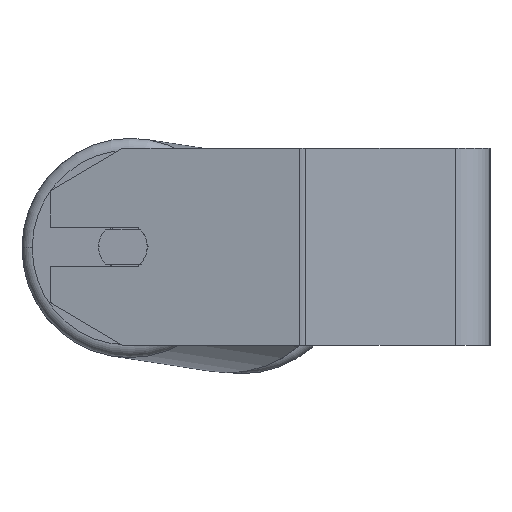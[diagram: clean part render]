
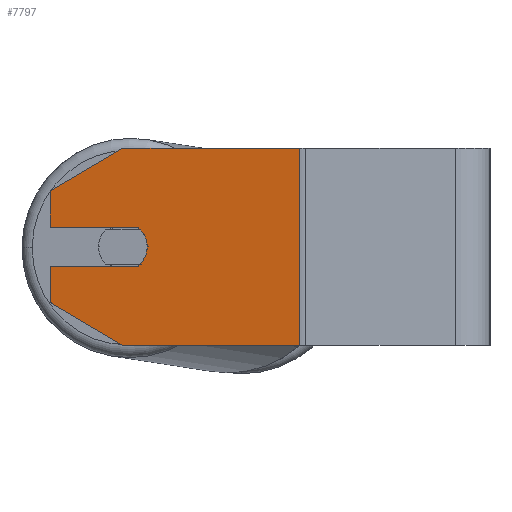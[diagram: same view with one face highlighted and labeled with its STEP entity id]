
A CAD part, left-side view. The second image highlights one B-rep face of the part: STEP entity #7797.
In plain terms, the highlighted planar face has unit normal (-0.985, 0.174, 0).
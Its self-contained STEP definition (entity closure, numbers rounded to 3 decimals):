
#2 = DIRECTION ( 'NONE',  ( -0.174, -0.985, 0. ) ) ;
#41 = EDGE_CURVE ( 'NONE', #1078, #3475, #3355, .T. ) ;
#56 = PLANE ( 'NONE',  #3570 ) ;
#74 = ORIENTED_EDGE ( 'NONE', *, *, #8423, .T. ) ;
#95 = AXIS2_PLACEMENT_3D ( 'NONE', #213, #4195, #7476 ) ;
#129 = VERTEX_POINT ( 'NONE', #7986 ) ;
#192 = CARTESIAN_POINT ( 'NONE',  ( -414.787, 77.269, -40. ) ) ;
#213 = CARTESIAN_POINT ( 'NONE',  ( -402.153, 148.919, 0. ) ) ;
#255 = ORIENTED_EDGE ( 'NONE', *, *, #5477, .F. ) ;
#448 = CARTESIAN_POINT ( 'NONE',  ( -402.153, 148.919, -40. ) ) ;
#515 = CARTESIAN_POINT ( 'NONE',  ( -396.944, 178.464, 40. ) ) ;
#531 = VERTEX_POINT ( 'NONE', #7298 ) ;
#571 = EDGE_CURVE ( 'NONE', #2842, #2429, #6590, .T. ) ;
#653 = CARTESIAN_POINT ( 'NONE',  ( -402.153, 148.919, 0. ) ) ;
#745 = ORIENTED_EDGE ( 'NONE', *, *, #2899, .F. ) ;
#782 = CARTESIAN_POINT ( 'NONE',  ( -402.153, 148.919, -40. ) ) ;
#949 = ORIENTED_EDGE ( 'NONE', *, *, #4040, .T. ) ;
#1001 = CARTESIAN_POINT ( 'NONE',  ( -403.195, 143.011, 8. ) ) ;
#1007 = CARTESIAN_POINT ( 'NONE',  ( -403.195, 143.011, 8. ) ) ;
#1078 = VERTEX_POINT ( 'NONE', #8171 ) ;
#1308 = ORIENTED_EDGE ( 'NONE', *, *, #5953, .F. ) ;
#1531 = DIRECTION ( 'NONE',  ( -0.15, -0.853, -0.5 ) ) ;
#1591 = ORIENTED_EDGE ( 'NONE', *, *, #8633, .T. ) ;
#1825 = VERTEX_POINT ( 'NONE', #2838 ) ;
#1856 = EDGE_CURVE ( 'NONE', #6858, #1078, #7592, .T. ) ;
#2275 = VERTEX_POINT ( 'NONE', #3826 ) ;
#2345 = ORIENTED_EDGE ( 'NONE', *, *, #7840, .F. ) ;
#2418 = VECTOR ( 'NONE', #5189, 1000. ) ;
#2429 = VERTEX_POINT ( 'NONE', #192 ) ;
#2432 = LINE ( 'NONE', #7880, #7927 ) ;
#2469 = LINE ( 'NONE', #515, #7816 ) ;
#2623 = CARTESIAN_POINT ( 'NONE',  ( -396.944, 178.464, 40. ) ) ;
#2838 = CARTESIAN_POINT ( 'NONE',  ( -396.944, 178.464, 22.679 ) ) ;
#2842 = VERTEX_POINT ( 'NONE', #448 ) ;
#2892 = CARTESIAN_POINT ( 'NONE',  ( -403.195, 143.011, -8. ) ) ;
#2899 = EDGE_CURVE ( 'NONE', #531, #2429, #3502, .T. ) ;
#3060 = DIRECTION ( 'NONE',  ( 0.15, 0.853, -0.5 ) ) ;
#3289 = CARTESIAN_POINT ( 'NONE',  ( -402.153, 148.919, 40. ) ) ;
#3355 = CIRCLE ( 'NONE', #95, 10. ) ;
#3428 = FACE_OUTER_BOUND ( 'NONE', #3815, .T. ) ;
#3475 = VERTEX_POINT ( 'NONE', #1007 ) ;
#3502 = LINE ( 'NONE', #6737, #8321 ) ;
#3555 = VECTOR ( 'NONE', #4451, 1000. ) ;
#3570 = AXIS2_PLACEMENT_3D ( 'NONE', #2623, #5335, #5466 ) ;
#3635 = ORIENTED_EDGE ( 'NONE', *, *, #4662, .T. ) ;
#3815 = EDGE_LOOP ( 'NONE', ( #7276, #2345, #949, #1591, #5281, #745, #1308, #3635, #74, #255, #4438 ) ) ;
#3826 = CARTESIAN_POINT ( 'NONE',  ( -396.944, 178.464, 8. ) ) ;
#3964 = VECTOR ( 'NONE', #7993, 1000. ) ;
#4040 = EDGE_CURVE ( 'NONE', #5290, #129, #8740, .T. ) ;
#4195 = DIRECTION ( 'NONE',  ( -0.985, 0.174, 0. ) ) ;
#4260 = DIRECTION ( 'NONE',  ( -0.174, -0.985, 0. ) ) ;
#4342 = LINE ( 'NONE', #2892, #4699 ) ;
#4438 = ORIENTED_EDGE ( 'NONE', *, *, #41, .F. ) ;
#4451 = DIRECTION ( 'NONE',  ( 0.174, 0.985, 0. ) ) ;
#4662 = EDGE_CURVE ( 'NONE', #8212, #1825, #2432, .T. ) ;
#4699 = VECTOR ( 'NONE', #4260, 1000. ) ;
#5056 = VECTOR ( 'NONE', #7968, 1000. ) ;
#5189 = DIRECTION ( 'NONE',  ( -0.174, -0.985, 0. ) ) ;
#5281 = ORIENTED_EDGE ( 'NONE', *, *, #571, .T. ) ;
#5290 = VERTEX_POINT ( 'NONE', #5487 ) ;
#5335 = DIRECTION ( 'NONE',  ( 0.985, -0.174, 0. ) ) ;
#5466 = DIRECTION ( 'NONE',  ( 0.174, 0.985, 0. ) ) ;
#5477 = EDGE_CURVE ( 'NONE', #3475, #2275, #8485, .T. ) ;
#5487 = CARTESIAN_POINT ( 'NONE',  ( -396.944, 178.464, -8. ) ) ;
#5953 = EDGE_CURVE ( 'NONE', #8212, #531, #7090, .T. ) ;
#6075 = DIRECTION ( 'NONE',  ( -0.985, 0.174, 0. ) ) ;
#6076 = DIRECTION ( 'NONE',  ( 0., 0., -1. ) ) ;
#6281 = LINE ( 'NONE', #782, #7699 ) ;
#6590 = LINE ( 'NONE', #7343, #5056 ) ;
#6737 = CARTESIAN_POINT ( 'NONE',  ( -414.787, 77.269, 40. ) ) ;
#6858 = VERTEX_POINT ( 'NONE', #7994 ) ;
#7090 = LINE ( 'NONE', #8552, #2418 ) ;
#7276 = ORIENTED_EDGE ( 'NONE', *, *, #1856, .F. ) ;
#7298 = CARTESIAN_POINT ( 'NONE',  ( -414.787, 77.269, 40. ) ) ;
#7343 = CARTESIAN_POINT ( 'NONE',  ( -396.944, 178.464, -40. ) ) ;
#7476 = DIRECTION ( 'NONE',  ( -0.174, -0.985, 0. ) ) ;
#7592 = CIRCLE ( 'NONE', #7735, 10. ) ;
#7699 = VECTOR ( 'NONE', #1531, 1000. ) ;
#7735 = AXIS2_PLACEMENT_3D ( 'NONE', #653, #6075, #2 ) ;
#7797 = ADVANCED_FACE ( 'NONE', ( #3428 ), #56, .F. ) ;
#7816 = VECTOR ( 'NONE', #8412, 1000. ) ;
#7840 = EDGE_CURVE ( 'NONE', #5290, #6858, #4342, .T. ) ;
#7880 = CARTESIAN_POINT ( 'NONE',  ( -396.944, 178.464, 22.679 ) ) ;
#7927 = VECTOR ( 'NONE', #3060, 1000. ) ;
#7968 = DIRECTION ( 'NONE',  ( -0.174, -0.985, 0. ) ) ;
#7986 = CARTESIAN_POINT ( 'NONE',  ( -396.944, 178.464, -22.679 ) ) ;
#7993 = DIRECTION ( 'NONE',  ( 0., 0., -1. ) ) ;
#7994 = CARTESIAN_POINT ( 'NONE',  ( -403.195, 143.011, -8. ) ) ;
#8084 = CARTESIAN_POINT ( 'NONE',  ( -396.944, 178.464, 40. ) ) ;
#8171 = CARTESIAN_POINT ( 'NONE',  ( -403.89, 139.071, 0. ) ) ;
#8212 = VERTEX_POINT ( 'NONE', #3289 ) ;
#8321 = VECTOR ( 'NONE', #6076, 1000. ) ;
#8412 = DIRECTION ( 'NONE',  ( 0., 0., -1. ) ) ;
#8423 = EDGE_CURVE ( 'NONE', #1825, #2275, #2469, .T. ) ;
#8485 = LINE ( 'NONE', #1001, #3555 ) ;
#8552 = CARTESIAN_POINT ( 'NONE',  ( -396.944, 178.464, 40. ) ) ;
#8633 = EDGE_CURVE ( 'NONE', #129, #2842, #6281, .T. ) ;
#8740 = LINE ( 'NONE', #8084, #3964 ) ;
